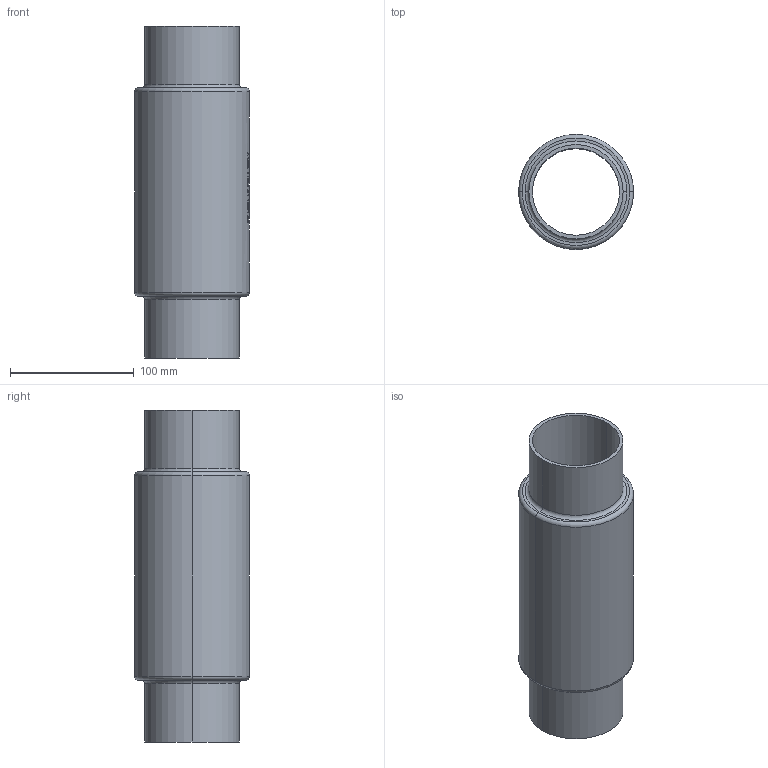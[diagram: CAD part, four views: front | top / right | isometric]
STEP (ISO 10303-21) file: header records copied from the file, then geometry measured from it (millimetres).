
FILE_DESCRIPTION (( 'STEP AP214' ), '1' );
FILE_NAME ('7110000_DN065_ PN16_51420156.STEP', '2022-03-04T08:28:43', ( 'axxx' ), ( 'Hewlett-Packard Company' ), 'SwSTEP 2.0', 'SolidWorks 2019', '' );
FILE_SCHEMA (( 'AUTOMOTIVE_DESIGN' ));
Length unit declared in the file: millimetre
Products named in the file (1): 7110000_DN065_ PN16_51420156
Bounding box: 92.7 x 92.7 x 268 mm (x, y, z)
Volume: 547357.3 mm3; surface area: 140132.9 mm2
Topology: 1 solids, 1 shells, 505 faces, 1357 edges, 902 vertices
Faces by surface type: plane 247, bspline 213, cylinder 37, torus 8
Entity records: 27966 total; most frequent: CARTESIAN_POINT 16855, ORIENTED_EDGE 2714, DIRECTION 1543, EDGE_CURVE 1357, VERTEX_POINT 902, LINE 737, VECTOR 737, EDGE_LOOP 555
